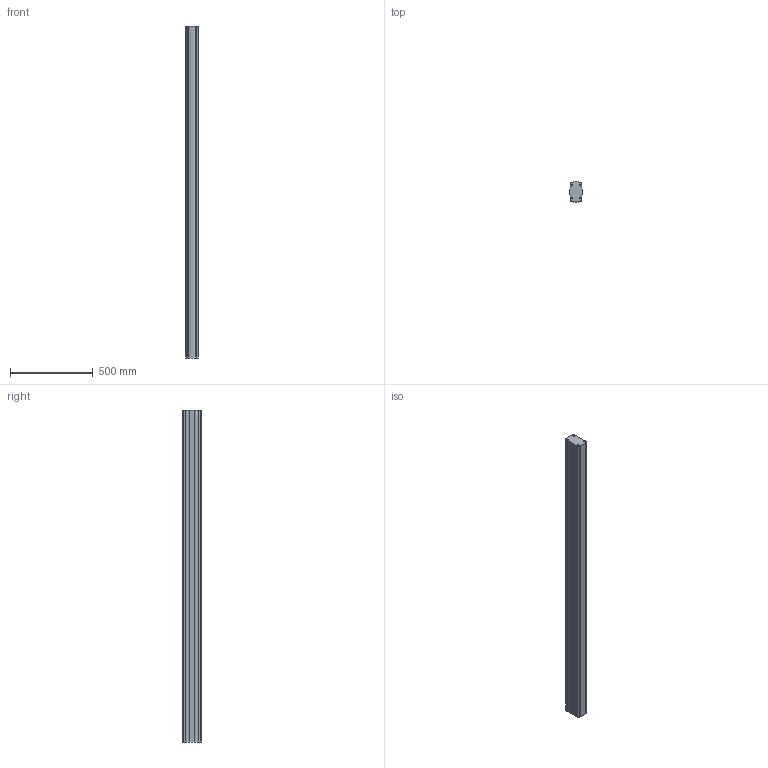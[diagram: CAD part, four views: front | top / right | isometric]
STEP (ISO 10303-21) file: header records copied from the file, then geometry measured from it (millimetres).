
FILE_DESCRIPTION (( 'STEP AP214' ), '1' );
FILE_NAME ('TK120.200.STEP', '2024-08-06T17:03:07', ( '' ), ( '' ), 'SwSTEP 2.0', 'SolidWorks 2023', '' );
FILE_SCHEMA (( 'AUTOMOTIVE_DESIGN' ));
Length unit declared in the file: inch
Products named in the file (1): TK120.200
Bounding box: 74.95 x 119.7 x 2000 mm (x, y, z)
Volume: 16017432.7 mm3; surface area: 913494.7 mm2
Topology: 1 solids, 1 shells, 52 faces, 150 edges, 100 vertices
Faces by surface type: cylinder 38, plane 13, bspline 1
Full cylindrical faces by diameter (mm): 7.45 x4
Entity records: 1800 total; most frequent: CARTESIAN_POINT 336, DIRECTION 324, ORIENTED_EDGE 292, EDGE_CURVE 146, AXIS2_PLACEMENT_3D 128, VERTEX_POINT 100, CIRCLE 76, VECTOR 68
